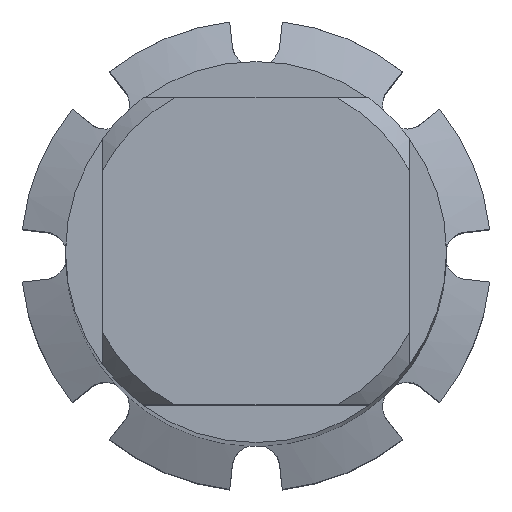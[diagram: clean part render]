
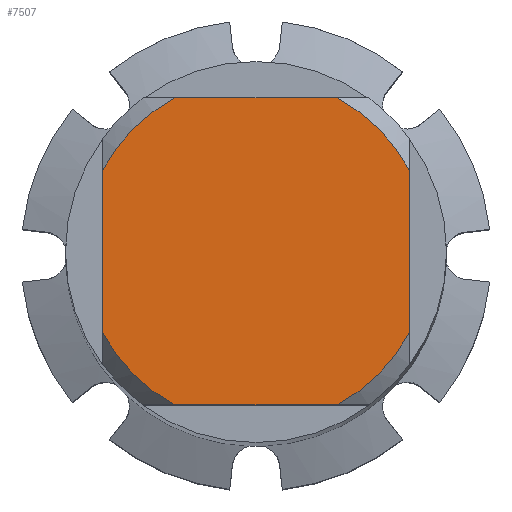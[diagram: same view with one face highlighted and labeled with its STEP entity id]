
A CAD part, top view. The second image highlights one B-rep face of the part: STEP entity #7507.
In plain terms, the highlighted planar face has unit normal (0, 0, 1).
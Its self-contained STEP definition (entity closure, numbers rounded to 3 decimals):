
#4073=EDGE_CURVE('',#5955,#7849,#10165,.T.);
#4207=VERTEX_POINT('',#10306);
#5699=EDGE_CURVE('',#4207,#8135,#11927,.T.);
#5955=VERTEX_POINT('',#12205);
#6437=EDGE_CURVE('',#7217,#7849,#12733,.T.);
#6515=EDGE_CURVE('',#7217,#6521,#12816,.T.);
#6521=VERTEX_POINT('',#12822);
#6893=EDGE_CURVE('',#5955,#8135,#13217,.T.);
#7217=VERTEX_POINT('',#13563);
#7507=ADVANCED_FACE('',(#13875),#13876,.T.);
#7849=VERTEX_POINT('',#14245);
#7895=EDGE_CURVE('',#8037,#7963,#14298,.T.);
#7945=EDGE_CURVE('',#4207,#7963,#14353,.T.);
#7963=VERTEX_POINT('',#14372);
#8037=VERTEX_POINT('',#14453);
#8135=VERTEX_POINT('',#14563);
#8497=EDGE_CURVE('',#8037,#6521,#14950,.T.);
#10165=CIRCLE('',#17477,8.2);
#10306=CARTESIAN_POINT('',(7.25,-3.831,0.0));
#11927=CIRCLE('',#20706,8.2);
#12205=CARTESIAN_POINT('',(-3.831,-7.25,0.0));
#12733=LINE('',#22178,#22179);
#12816=CIRCLE('',#22311,8.2);
#12822=CARTESIAN_POINT('',(-3.831,7.25,0.0));
#13217=LINE('',#22992,#22993);
#13563=CARTESIAN_POINT('',(-7.25,3.831,0.0));
#13875=FACE_OUTER_BOUND('',#24166,.T.);
#13876=PLANE('',#24167);
#14245=CARTESIAN_POINT('',(-7.25,-3.831,0.0));
#14298=CIRCLE('',#24922,8.2);
#14353=LINE('',#25027,#25028);
#14372=CARTESIAN_POINT('',(7.25,3.831,0.0));
#14453=CARTESIAN_POINT('',(3.831,7.25,0.0));
#14563=CARTESIAN_POINT('',(3.831,-7.25,0.0));
#14950=LINE('',#26024,#26025);
#17477=AXIS2_PLACEMENT_3D('',#28310,#28311,#28312);
#20706=AXIS2_PLACEMENT_3D('',#30015,#30016,#30017);
#22178=CARTESIAN_POINT('',(-7.25,2.05,0.0));
#22179=VECTOR('',#30976,1.0);
#22311=AXIS2_PLACEMENT_3D('',#31116,#31117,#31118);
#22992=CARTESIAN_POINT('',(0.0,-7.25,0.0));
#22993=VECTOR('',#31501,1.0);
#24166=EDGE_LOOP('',(#32261,#32262,#32263,#32264,#32265,#32266,#32267,#32268));
#24167=AXIS2_PLACEMENT_3D('',#32269,#32270,#32271);
#24922=AXIS2_PLACEMENT_3D('',#32667,#32668,#32669);
#25027=CARTESIAN_POINT('',(7.25,2.05,0.0));
#25028=VECTOR('',#32751,1.0);
#26024=CARTESIAN_POINT('',(0.0,7.25,0.0));
#26025=VECTOR('',#33342,1.0);
#28310=CARTESIAN_POINT('',(0.0,0.0,0.0));
#28311=DIRECTION('',(0.0,0.0,-1.0));
#28312=DIRECTION('',(0.0,1.0,0.0));
#30015=CARTESIAN_POINT('',(0.0,0.0,0.0));
#30016=DIRECTION('',(0.0,0.0,-1.0));
#30017=DIRECTION('',(0.0,1.0,0.0));
#30976=DIRECTION('',(-0.0,-1.0,0.0));
#31116=CARTESIAN_POINT('',(0.0,0.0,0.0));
#31117=DIRECTION('',(0.0,0.0,-1.0));
#31118=DIRECTION('',(0.0,1.0,0.0));
#31501=DIRECTION('',(1.0,0.0,0.0));
#32261=ORIENTED_EDGE('',*,*,#6437,.T.);
#32262=ORIENTED_EDGE('',*,*,#4073,.F.);
#32263=ORIENTED_EDGE('',*,*,#6893,.T.);
#32264=ORIENTED_EDGE('',*,*,#5699,.F.);
#32265=ORIENTED_EDGE('',*,*,#7945,.T.);
#32266=ORIENTED_EDGE('',*,*,#7895,.F.);
#32267=ORIENTED_EDGE('',*,*,#8497,.T.);
#32268=ORIENTED_EDGE('',*,*,#6515,.F.);
#32269=CARTESIAN_POINT('',(0.0,4.1,0.0));
#32270=DIRECTION('',(-0.0,0.0,1.0));
#32271=DIRECTION('',(0.0,-1.0,0.0));
#32667=CARTESIAN_POINT('',(0.0,0.0,0.0));
#32668=DIRECTION('',(0.0,0.0,-1.0));
#32669=DIRECTION('',(0.0,1.0,0.0));
#32751=DIRECTION('',(-0.0,1.0,0.0));
#33342=DIRECTION('',(-1.0,0.0,0.0));
